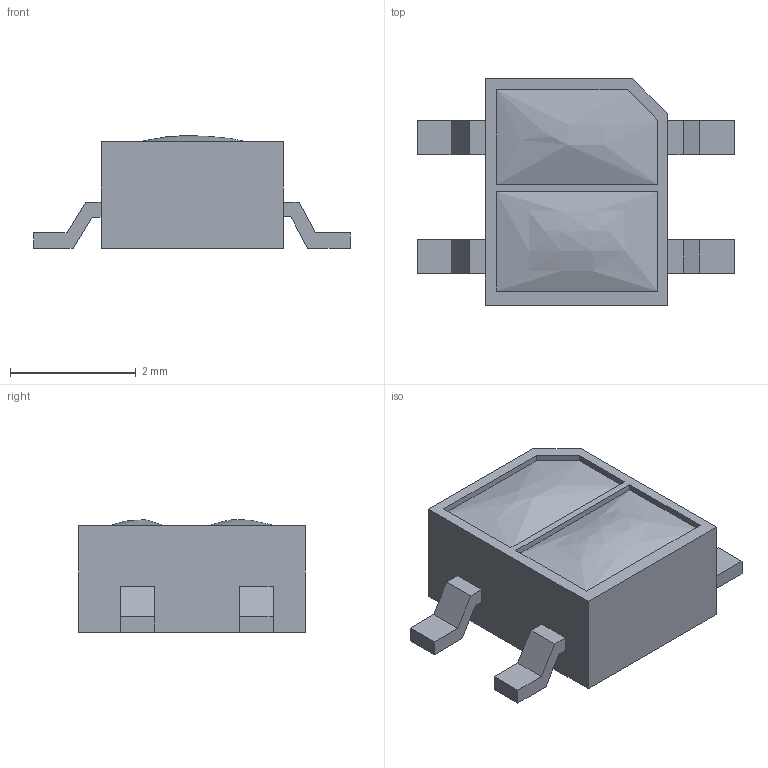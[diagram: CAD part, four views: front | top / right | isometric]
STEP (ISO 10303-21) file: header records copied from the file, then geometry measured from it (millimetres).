
FILE_DESCRIPTION(('FreeCAD Model'),'2;1');
FILE_NAME('qre1113gr.step','2017-06-07T09:18:57',( 'kicad StepUp'),('ksu MCAD'),'Open CASCADE STEP processor 6.8', 'FreeCAD','Unknown');
FILE_SCHEMA(('AUTOMOTIVE_DESIGN_CC2 { 1 2 10303 214 -1 1 5 4 }'));
Length unit declared in the file: millimetre
Products named in the file (2): ASSEMBLY; qre1113gr
Assembly tree (1 placements, depth 2):
  ASSEMBLY
    qre1113gr
Bounding box: 5.04 x 3.6 x 1.8 mm (x, y, z)
Volume: 18 mm3; surface area: 52.4 mm2
Topology: 1 solids, 1 shells, 54 faces, 138 edges, 92 vertices
Faces by surface type: plane 52, bspline 2
Entity records: 2222 total; most frequent: CARTESIAN_POINT 520, ORIENTED_EDGE 276, DIRECTION 237, EDGE_CURVE 138, LINE 129, VECTOR 129, VERTEX_POINT 92, FACE_BOUND 60
